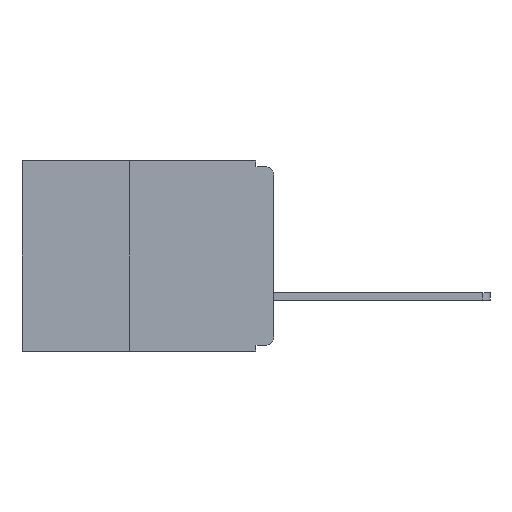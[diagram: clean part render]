
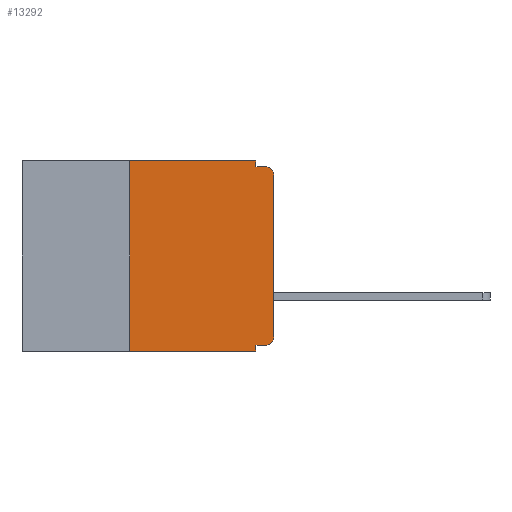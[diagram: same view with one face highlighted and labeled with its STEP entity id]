
A CAD part, left-side view. The second image highlights one B-rep face of the part: STEP entity #13292.
In plain terms, the highlighted planar face has unit normal (-1, 0, 0).
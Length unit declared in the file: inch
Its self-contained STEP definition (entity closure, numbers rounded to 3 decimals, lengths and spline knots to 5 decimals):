
#254 = CARTESIAN_POINT ( 'NONE',  ( 0., 0.25, -0.33 ) ) ;
#521 = VECTOR ( 'NONE', #11987, 39.37008 ) ;
#655 = EDGE_CURVE ( 'NONE', #19936, #7260, #29597, .T. ) ;
#1337 = LINE ( 'NONE', #21013, #18943 ) ;
#1946 = EDGE_CURVE ( 'NONE', #27199, #25526, #5929, .T. ) ;
#2635 = DIRECTION ( 'NONE',  ( 0., 0., 1. ) ) ;
#2794 = CARTESIAN_POINT ( 'NONE',  ( 0., 0.437, 0. ) ) ;
#4066 = LINE ( 'NONE', #24157, #10227 ) ;
#4696 = VECTOR ( 'NONE', #25372, 39.37008 ) ;
#4723 = ORIENTED_EDGE ( 'NONE', *, *, #14269, .F. ) ;
#4829 = DIRECTION ( 'NONE',  ( 0., 0., -1. ) ) ;
#4975 = AXIS2_PLACEMENT_3D ( 'NONE', #2794, #5154, #21162 ) ;
#5154 = DIRECTION ( 'NONE',  ( 1., 0., 0. ) ) ;
#5296 = CARTESIAN_POINT ( 'NONE',  ( 0., 0.031, -0.01 ) ) ;
#5850 = DIRECTION ( 'NONE',  ( 0., -1., 0. ) ) ;
#5882 = CARTESIAN_POINT ( 'NONE',  ( 0., 0.015, -0.025 ) ) ;
#5929 = LINE ( 'NONE', #24693, #29510 ) ;
#6263 = DIRECTION ( 'NONE',  ( 0., 0., -1. ) ) ;
#6391 = EDGE_CURVE ( 'NONE', #25526, #10161, #21220, .T. ) ;
#6869 = VERTEX_POINT ( 'NONE', #23829 ) ;
#6931 = ORIENTED_EDGE ( 'NONE', *, *, #27609, .T. ) ;
#7260 = VERTEX_POINT ( 'NONE', #5296 ) ;
#8023 = ORIENTED_EDGE ( 'NONE', *, *, #1946, .F. ) ;
#8202 = DIRECTION ( 'NONE',  ( 0., 0., -1. ) ) ;
#8364 = VECTOR ( 'NONE', #6263, 39.37008 ) ;
#8529 = EDGE_CURVE ( 'NONE', #29217, #14730, #18902, .T. ) ;
#9010 = ORIENTED_EDGE ( 'NONE', *, *, #8529, .T. ) ;
#9309 = LINE ( 'NONE', #254, #19999 ) ;
#9521 = CARTESIAN_POINT ( 'NONE',  ( 0., 0.015, -0.32 ) ) ;
#9704 = CARTESIAN_POINT ( 'NONE',  ( 0., 0., 0. ) ) ;
#10161 = VERTEX_POINT ( 'NONE', #15701 ) ;
#10227 = VECTOR ( 'NONE', #5850, 39.37008 ) ;
#10567 = EDGE_CURVE ( 'NONE', #7260, #15677, #4066, .T. ) ;
#10944 = CARTESIAN_POINT ( 'NONE',  ( 0., 0.031, 0. ) ) ;
#11048 = CARTESIAN_POINT ( 'NONE',  ( 0., 0.25, 0. ) ) ;
#11470 = DIRECTION ( 'NONE',  ( -1., 0., 0. ) ) ;
#11785 = CARTESIAN_POINT ( 'NONE',  ( 0., 0., -0.025 ) ) ;
#11987 = DIRECTION ( 'NONE',  ( 0., 0., 1. ) ) ;
#12395 = ORIENTED_EDGE ( 'NONE', *, *, #655, .F. ) ;
#12587 = EDGE_LOOP ( 'NONE', ( #9010, #28160, #26213, #12395, #25829, #4723, #26109, #26329, #8023, #6931 ) ) ;
#13003 = CIRCLE ( 'NONE', #27692, 0.015 ) ;
#13292 = ADVANCED_FACE ( 'NONE', ( #24384 ), #16460, .F. ) ;
#14149 = DIRECTION ( 'NONE',  ( 0., -1., 0. ) ) ;
#14269 = EDGE_CURVE ( 'NONE', #6869, #21725, #9309, .T. ) ;
#14730 = VERTEX_POINT ( 'NONE', #11785 ) ;
#15677 = VERTEX_POINT ( 'NONE', #17519 ) ;
#15701 = CARTESIAN_POINT ( 'NONE',  ( 0., 0.031, -0.33 ) ) ;
#16460 = PLANE ( 'NONE',  #4975 ) ;
#16880 = LINE ( 'NONE', #23067, #4696 ) ;
#17458 = VECTOR ( 'NONE', #4829, 39.37008 ) ;
#17519 = CARTESIAN_POINT ( 'NONE',  ( 0., 0.015, -0.01 ) ) ;
#17650 = CARTESIAN_POINT ( 'NONE',  ( 0., 0.031, -0.33 ) ) ;
#18902 = LINE ( 'NONE', #9704, #521 ) ;
#18943 = VECTOR ( 'NONE', #14149, 39.37008 ) ;
#19936 = VERTEX_POINT ( 'NONE', #10944 ) ;
#19999 = VECTOR ( 'NONE', #2635, 39.37008 ) ;
#20284 = CARTESIAN_POINT ( 'NONE',  ( 0., 0.031, 0. ) ) ;
#20855 = CIRCLE ( 'NONE', #23704, 0.015 ) ;
#21013 = CARTESIAN_POINT ( 'NONE',  ( 0., 0.437, 0. ) ) ;
#21162 = DIRECTION ( 'NONE',  ( 0., 0., -1. ) ) ;
#21220 = LINE ( 'NONE', #17650, #8364 ) ;
#21725 = VERTEX_POINT ( 'NONE', #11048 ) ;
#21895 = DIRECTION ( 'NONE',  ( -1., 0., 0. ) ) ;
#23067 = CARTESIAN_POINT ( 'NONE',  ( 0., 0.437, -0.33 ) ) ;
#23704 = AXIS2_PLACEMENT_3D ( 'NONE', #5882, #21895, #8202 ) ;
#23829 = CARTESIAN_POINT ( 'NONE',  ( 0., 0.25, -0.33 ) ) ;
#23877 = CARTESIAN_POINT ( 'NONE',  ( 0., 0.031, -0.32 ) ) ;
#24157 = CARTESIAN_POINT ( 'NONE',  ( 0., 0., -0.01 ) ) ;
#24384 = FACE_OUTER_BOUND ( 'NONE', #12587, .T. ) ;
#24457 = DIRECTION ( 'NONE',  ( 0., 1., 0. ) ) ;
#24693 = CARTESIAN_POINT ( 'NONE',  ( 0., 0., -0.32 ) ) ;
#25185 = CARTESIAN_POINT ( 'NONE',  ( 0., 0.015, -0.305 ) ) ;
#25372 = DIRECTION ( 'NONE',  ( 0., -1., 0. ) ) ;
#25526 = VERTEX_POINT ( 'NONE', #23877 ) ;
#25829 = ORIENTED_EDGE ( 'NONE', *, *, #29509, .F. ) ;
#26109 = ORIENTED_EDGE ( 'NONE', *, *, #27651, .T. ) ;
#26213 = ORIENTED_EDGE ( 'NONE', *, *, #10567, .F. ) ;
#26329 = ORIENTED_EDGE ( 'NONE', *, *, #6391, .F. ) ;
#27199 = VERTEX_POINT ( 'NONE', #9521 ) ;
#27354 = EDGE_CURVE ( 'NONE', #14730, #15677, #20855, .T. ) ;
#27425 = DIRECTION ( 'NONE',  ( 0., 0., -1. ) ) ;
#27609 = EDGE_CURVE ( 'NONE', #27199, #29217, #13003, .T. ) ;
#27651 = EDGE_CURVE ( 'NONE', #6869, #10161, #16880, .T. ) ;
#27692 = AXIS2_PLACEMENT_3D ( 'NONE', #25185, #11470, #27425 ) ;
#28160 = ORIENTED_EDGE ( 'NONE', *, *, #27354, .T. ) ;
#28996 = CARTESIAN_POINT ( 'NONE',  ( 0., 0., -0.305 ) ) ;
#29217 = VERTEX_POINT ( 'NONE', #28996 ) ;
#29509 = EDGE_CURVE ( 'NONE', #21725, #19936, #1337, .T. ) ;
#29510 = VECTOR ( 'NONE', #24457, 39.37008 ) ;
#29597 = LINE ( 'NONE', #20284, #17458 ) ;
